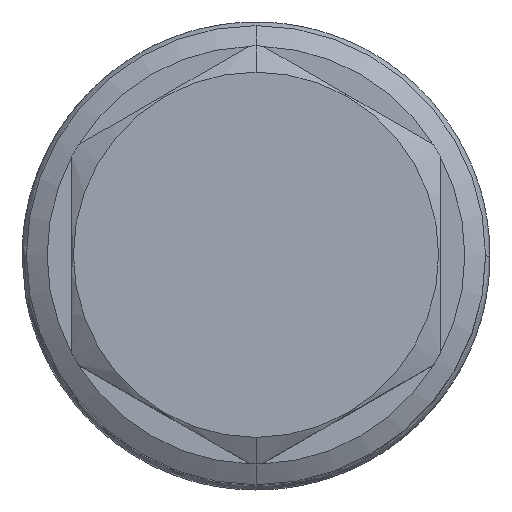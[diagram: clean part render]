
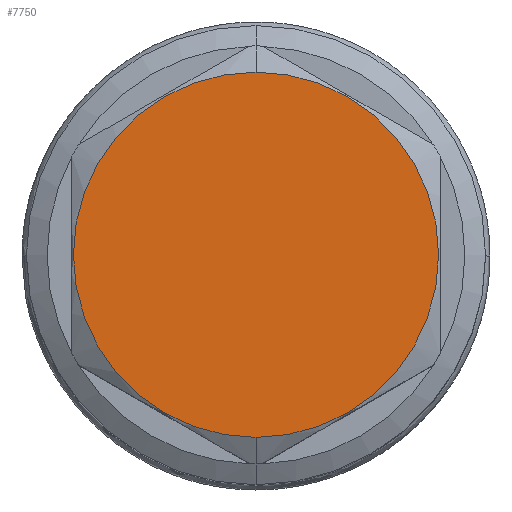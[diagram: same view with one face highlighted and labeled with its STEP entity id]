
A CAD part, top view. The second image highlights one B-rep face of the part: STEP entity #7750.
In plain terms, the highlighted planar face has unit normal (0, 0, 1).
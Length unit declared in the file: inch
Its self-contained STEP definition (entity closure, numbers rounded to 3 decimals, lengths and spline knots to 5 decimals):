
#719=CARTESIAN_POINT('',(0.,0.,5.1865));
#720=DIRECTION('',(0.,0.,1.));
#721=DIRECTION('',(0.,-1.,0.));
#722=AXIS2_PLACEMENT_3D('',#719,#720,#721);
#724=CARTESIAN_POINT('',(0.,0.,5.1865));
#725=DIRECTION('',(0.,0.,1.));
#726=DIRECTION('',(0.,1.,0.));
#727=AXIS2_PLACEMENT_3D('',#724,#725,#726);
#6533=CARTESIAN_POINT('',(0.,-0.62,5.1865));
#6534=CARTESIAN_POINT('',(0.,0.62,5.1865));
#6535=VERTEX_POINT('',#6533);
#6536=VERTEX_POINT('',#6534);
#7741=CARTESIAN_POINT('',(0.,0.,5.1865));
#7742=DIRECTION('',(0.,0.,1.));
#7743=DIRECTION('',(0.,1.,0.));
#7744=AXIS2_PLACEMENT_3D('',#7741,#7742,#7743);
#7745=PLANE('',#7744);
#7746=ORIENTED_EDGE('',*,*,#7511,.F.);
#7747=ORIENTED_EDGE('',*,*,#7732,.F.);
#7748=EDGE_LOOP('',(#7746,#7747));
#7749=FACE_OUTER_BOUND('',#7748,.F.);
#7750=ADVANCED_FACE('',(#7749),#7745,.T.);
#723=CIRCLE('',#722,0.62);
#728=CIRCLE('',#727,0.62);
#7511=EDGE_CURVE('',#6535,#6536,#723,.T.);
#7732=EDGE_CURVE('',#6536,#6535,#728,.T.);
